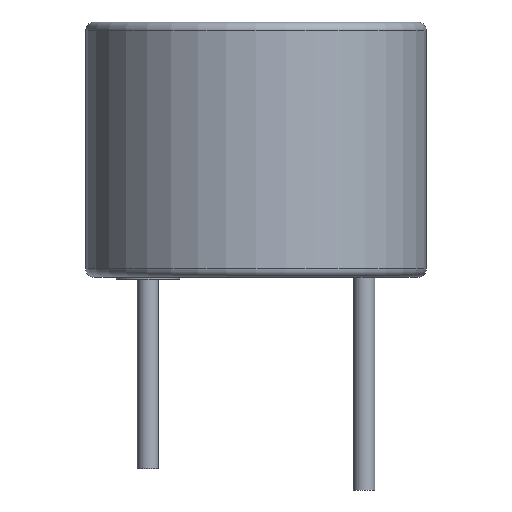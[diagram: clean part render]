
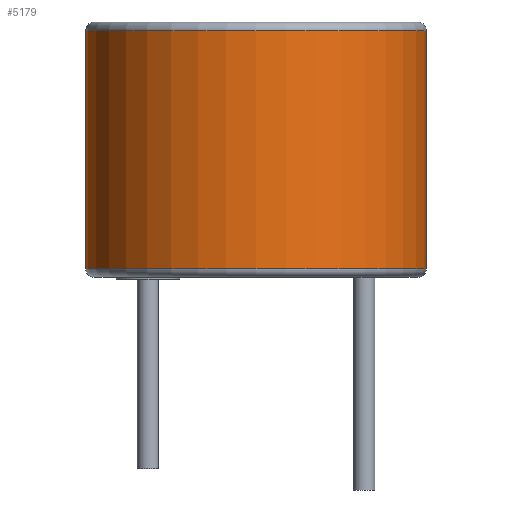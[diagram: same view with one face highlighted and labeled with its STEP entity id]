
A CAD part, front view. The second image highlights one B-rep face of the part: STEP entity #5179.
In plain terms, the highlighted cylindrical face has radius 8 mm (diameter 16 mm), a full revolution.
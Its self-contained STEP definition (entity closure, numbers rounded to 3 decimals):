
#88=CYLINDRICAL_SURFACE('',#5506,8.);
#98=CIRCLE('',#5504,8.);
#99=CIRCLE('',#5505,8.);
#100=CIRCLE('',#5507,8.);
#101=CIRCLE('',#5508,8.);
#394=FACE_OUTER_BOUND('',#679,.T.);
#679=EDGE_LOOP('',(#3677,#3678,#3679,#3680,#3681,#3682));
#1167=LINE('',#7757,#1710);
#1710=VECTOR('',#6355,8.);
#2158=VERTEX_POINT('',#7748);
#2159=VERTEX_POINT('',#7750);
#2160=VERTEX_POINT('',#7754);
#2161=VERTEX_POINT('',#7755);
#2707=EDGE_CURVE('',#2158,#2159,#98,.T.);
#2708=EDGE_CURVE('',#2159,#2158,#99,.T.);
#2709=EDGE_CURVE('',#2160,#2161,#100,.T.);
#2710=EDGE_CURVE('',#2160,#2159,#1167,.T.);
#2711=EDGE_CURVE('',#2161,#2160,#101,.T.);
#3677=ORIENTED_EDGE('',*,*,#2709,.F.);
#3678=ORIENTED_EDGE('',*,*,#2710,.T.);
#3679=ORIENTED_EDGE('',*,*,#2707,.F.);
#3680=ORIENTED_EDGE('',*,*,#2708,.F.);
#3681=ORIENTED_EDGE('',*,*,#2710,.F.);
#3682=ORIENTED_EDGE('',*,*,#2711,.F.);
#5179=ADVANCED_FACE('',(#394),#88,.T.);
#5504=AXIS2_PLACEMENT_3D('',#7751,#6347,#6348);
#5505=AXIS2_PLACEMENT_3D('',#7752,#6349,#6350);
#5506=AXIS2_PLACEMENT_3D('',#7753,#6351,#6352);
#5507=AXIS2_PLACEMENT_3D('',#7756,#6353,#6354);
#5508=AXIS2_PLACEMENT_3D('',#7758,#6356,#6357);
#6347=DIRECTION('center_axis',(0.,0.,1.));
#6348=DIRECTION('ref_axis',(0.,1.,0.));
#6349=DIRECTION('center_axis',(0.,0.,1.));
#6350=DIRECTION('ref_axis',(0.,1.,0.));
#6351=DIRECTION('center_axis',(0.,0.,-1.));
#6352=DIRECTION('ref_axis',(0.,1.,0.));
#6353=DIRECTION('center_axis',(0.,0.,-1.));
#6354=DIRECTION('ref_axis',(0.,1.,0.));
#6355=DIRECTION('',(0.,0.,1.));
#6356=DIRECTION('center_axis',(0.,0.,-1.));
#6357=DIRECTION('ref_axis',(0.,1.,0.));
#7748=CARTESIAN_POINT('',(0.,8.,11.6));
#7750=CARTESIAN_POINT('',(0.,-8.,11.6));
#7751=CARTESIAN_POINT('Origin',(0.,0.,11.6));
#7752=CARTESIAN_POINT('Origin',(0.,0.,11.6));
#7753=CARTESIAN_POINT('Origin',(0.,0.,12.));
#7754=CARTESIAN_POINT('',(0.,-8.,0.4));
#7755=CARTESIAN_POINT('',(0.,8.,0.4));
#7756=CARTESIAN_POINT('Origin',(0.,0.,0.4));
#7757=CARTESIAN_POINT('',(0.,-8.,12.));
#7758=CARTESIAN_POINT('Origin',(0.,0.,0.4));
